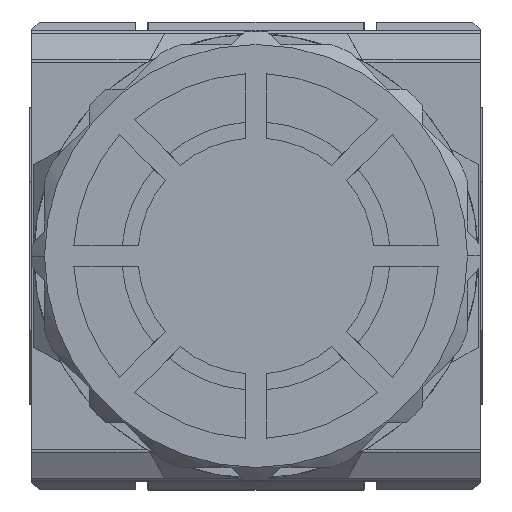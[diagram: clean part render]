
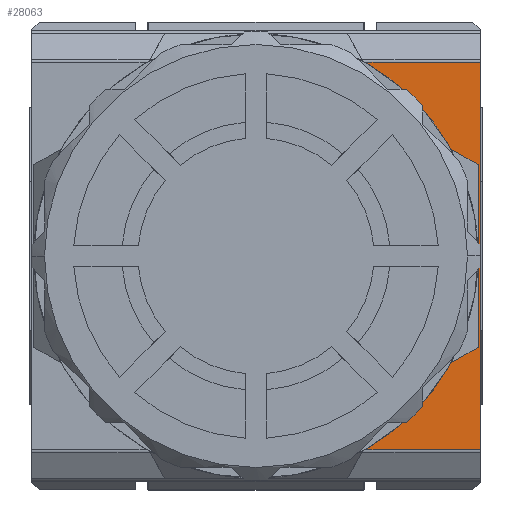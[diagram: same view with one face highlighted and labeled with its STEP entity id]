
A CAD part, front view. The second image highlights one B-rep face of the part: STEP entity #28063.
In plain terms, the highlighted planar face has unit normal (0, -1, 0).
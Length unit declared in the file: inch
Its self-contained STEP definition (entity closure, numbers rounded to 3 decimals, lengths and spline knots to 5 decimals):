
#519 = VERTEX_POINT ( 'NONE', #29344 ) ;
#940 = ORIENTED_EDGE ( 'NONE', *, *, #25583, .F. ) ;
#1631 = EDGE_CURVE ( 'NONE', #519, #25370, #34826, .T. ) ;
#1635 = DIRECTION ( 'NONE',  ( 0., 0., 1. ) ) ;
#1682 = DIRECTION ( 'NONE',  ( 0., 0., 1. ) ) ;
#2562 = VERTEX_POINT ( 'NONE', #6214 ) ;
#2667 = LINE ( 'NONE', #6154, #24644 ) ;
#3226 = CARTESIAN_POINT ( 'NONE',  ( 0.81496, -1.00787, 0.33465 ) ) ;
#3677 = CARTESIAN_POINT ( 'NONE',  ( 0.81496, -1.00787, 0.71021 ) ) ;
#3800 = VERTEX_POINT ( 'NONE', #29301 ) ;
#5700 = DIRECTION ( 'NONE',  ( 0.866, 0., 0.5 ) ) ;
#6154 = CARTESIAN_POINT ( 'NONE',  ( 0.71397, -1.00787, -0.39296 ) ) ;
#6214 = CARTESIAN_POINT ( 'NONE',  ( 0.39971, -1.00787, 0.71021 ) ) ;
#7133 = EDGE_CURVE ( 'NONE', #12132, #36186, #2667, .T. ) ;
#7391 = VECTOR ( 'NONE', #11361, 39.37008 ) ;
#7436 = DIRECTION ( 'NONE',  ( -0.866, 0., 0.5 ) ) ;
#7915 = CARTESIAN_POINT ( 'NONE',  ( 0.82283, -1.00787, -0.71021 ) ) ;
#8182 = CARTESIAN_POINT ( 'NONE',  ( 0.82283, -1.00787, 0.71021 ) ) ;
#9389 = VERTEX_POINT ( 'NONE', #8182 ) ;
#9653 = ORIENTED_EDGE ( 'NONE', *, *, #31280, .F. ) ;
#9668 = DIRECTION ( 'NONE',  ( 0., -1., 0. ) ) ;
#9834 = ORIENTED_EDGE ( 'NONE', *, *, #7133, .F. ) ;
#10600 = CIRCLE ( 'NONE', #41819, 0.81496 ) ;
#10666 = EDGE_CURVE ( 'NONE', #9389, #519, #19898, .T. ) ;
#11361 = DIRECTION ( 'NONE',  ( 1., 0., 0. ) ) ;
#12132 = VERTEX_POINT ( 'NONE', #30581 ) ;
#12637 = EDGE_LOOP ( 'NONE', ( #20923, #31701, #940, #16690, #12756, #32754, #9834, #9653 ) ) ;
#12756 = ORIENTED_EDGE ( 'NONE', *, *, #33569, .F. ) ;
#15138 = FACE_OUTER_BOUND ( 'NONE', #12637, .T. ) ;
#16184 = VECTOR ( 'NONE', #41165, 39.37008 ) ;
#16489 = VECTOR ( 'NONE', #33144, 39.37008 ) ;
#16690 = ORIENTED_EDGE ( 'NONE', *, *, #25461, .F. ) ;
#17068 = CARTESIAN_POINT ( 'NONE',  ( 0.82283, -1.00787, 0.71021 ) ) ;
#17421 = LINE ( 'NONE', #30675, #42663 ) ;
#17973 = CARTESIAN_POINT ( 'NONE',  ( 0.82283, -1.00787, 0.71021 ) ) ;
#19312 = VERTEX_POINT ( 'NONE', #3226 ) ;
#19881 = CARTESIAN_POINT ( 'NONE',  ( 0., -1.00787, 0. ) ) ;
#19898 = LINE ( 'NONE', #17068, #16489 ) ;
#20923 = ORIENTED_EDGE ( 'NONE', *, *, #1631, .F. ) ;
#24644 = VECTOR ( 'NONE', #5700, 39.37008 ) ;
#25370 = VERTEX_POINT ( 'NONE', #40026 ) ;
#25461 = EDGE_CURVE ( 'NONE', #3800, #2562, #42786, .T. ) ;
#25583 = EDGE_CURVE ( 'NONE', #2562, #9389, #33984, .T. ) ;
#25790 = CARTESIAN_POINT ( 'NONE',  ( 0.81496, -1.00787, -0.33465 ) ) ;
#26492 = EDGE_CURVE ( 'NONE', #36186, #19312, #33439, .T. ) ;
#27075 = DIRECTION ( 'NONE',  ( 0., 0., 1. ) ) ;
#27770 = CARTESIAN_POINT ( 'NONE',  ( 0., -1.00787, 0. ) ) ;
#28063 = ADVANCED_FACE ( 'NONE', ( #15138 ), #34472, .F. ) ;
#29301 = CARTESIAN_POINT ( 'NONE',  ( 0.71397, -1.00787, 0.39296 ) ) ;
#29344 = CARTESIAN_POINT ( 'NONE',  ( 0.82283, -1.00787, -0.71021 ) ) ;
#30581 = CARTESIAN_POINT ( 'NONE',  ( 0.71397, -1.00787, -0.39296 ) ) ;
#30675 = CARTESIAN_POINT ( 'NONE',  ( 0.81496, -1.00787, 0.33465 ) ) ;
#31280 = EDGE_CURVE ( 'NONE', #25370, #12132, #10600, .T. ) ;
#31701 = ORIENTED_EDGE ( 'NONE', *, *, #10666, .F. ) ;
#32754 = ORIENTED_EDGE ( 'NONE', *, *, #26492, .F. ) ;
#33144 = DIRECTION ( 'NONE',  ( 0., 0., -1. ) ) ;
#33439 = LINE ( 'NONE', #3677, #37291 ) ;
#33569 = EDGE_CURVE ( 'NONE', #19312, #3800, #17421, .T. ) ;
#33984 = LINE ( 'NONE', #37470, #7391 ) ;
#34472 = PLANE ( 'NONE',  #42944 ) ;
#34826 = LINE ( 'NONE', #7915, #16184 ) ;
#35103 = DIRECTION ( 'NONE',  ( 0., -1., 0. ) ) ;
#36186 = VERTEX_POINT ( 'NONE', #25790 ) ;
#37291 = VECTOR ( 'NONE', #1682, 39.37008 ) ;
#37470 = CARTESIAN_POINT ( 'NONE',  ( 0.82283, -1.00787, 0.71021 ) ) ;
#38181 = DIRECTION ( 'NONE',  ( 0., 1., 0. ) ) ;
#39294 = AXIS2_PLACEMENT_3D ( 'NONE', #19881, #9668, #27075 ) ;
#40026 = CARTESIAN_POINT ( 'NONE',  ( 0.39971, -1.00787, -0.71021 ) ) ;
#41165 = DIRECTION ( 'NONE',  ( -1., 0., 0. ) ) ;
#41451 = DIRECTION ( 'NONE',  ( 0., 0., 1. ) ) ;
#41819 = AXIS2_PLACEMENT_3D ( 'NONE', #27770, #35103, #1635 ) ;
#42663 = VECTOR ( 'NONE', #7436, 39.37008 ) ;
#42786 = CIRCLE ( 'NONE', #39294, 0.81496 ) ;
#42944 = AXIS2_PLACEMENT_3D ( 'NONE', #17973, #38181, #41451 ) ;
